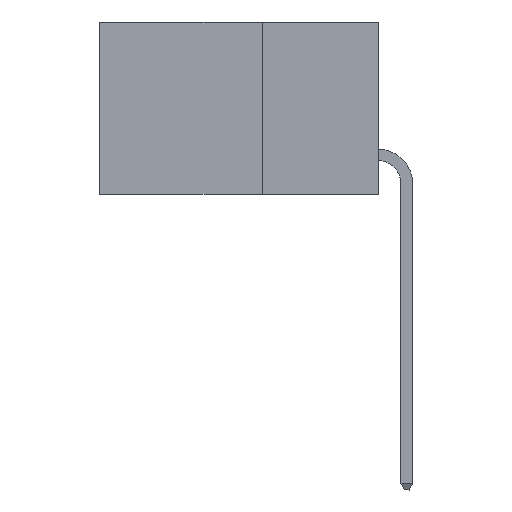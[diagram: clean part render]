
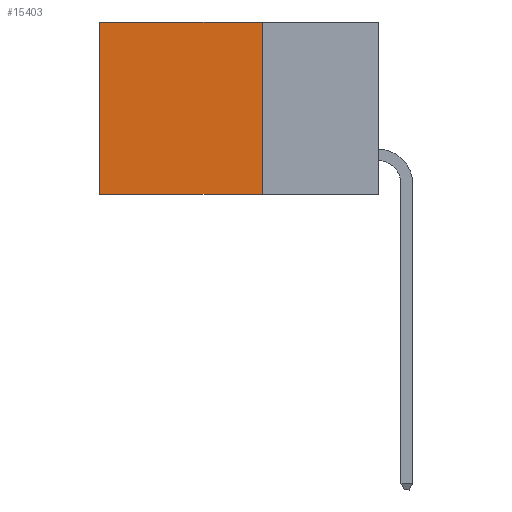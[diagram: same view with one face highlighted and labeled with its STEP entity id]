
A CAD part, left-side view. The second image highlights one B-rep face of the part: STEP entity #15403.
In plain terms, the highlighted planar face has unit normal (-1, 0, 0).
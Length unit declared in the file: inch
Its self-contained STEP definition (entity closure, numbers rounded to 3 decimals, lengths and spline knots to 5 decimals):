
#646 = EDGE_CURVE ( 'NONE', #11583, #9420, #3164, .T. ) ;
#1011 = VERTEX_POINT ( 'NONE', #2602 ) ;
#1879 = PLANE ( 'NONE',  #14956 ) ;
#2089 = ORIENTED_EDGE ( 'NONE', *, *, #8806, .F. ) ;
#2163 = FACE_OUTER_BOUND ( 'NONE', #6848, .T. ) ;
#2197 = DIRECTION ( 'NONE',  ( 0., 0., -1. ) ) ;
#2580 = VECTOR ( 'NONE', #6765, 39.37008 ) ;
#2602 = CARTESIAN_POINT ( 'NONE',  ( 0.2615, 0.25, -0.37 ) ) ;
#3164 = LINE ( 'NONE', #4776, #16653 ) ;
#3462 = EDGE_CURVE ( 'NONE', #9420, #10447, #15902, .T. ) ;
#3567 = CARTESIAN_POINT ( 'NONE',  ( 0.2615, 0.6, -0.37 ) ) ;
#3736 = CARTESIAN_POINT ( 'NONE',  ( 0.2615, 0.25, -0.37 ) ) ;
#4776 = CARTESIAN_POINT ( 'NONE',  ( 0.2615, 0.25, 0. ) ) ;
#5748 = CARTESIAN_POINT ( 'NONE',  ( 0.2615, 0.25, -0.37 ) ) ;
#6012 = DIRECTION ( 'NONE',  ( 0., 1., 0. ) ) ;
#6713 = ORIENTED_EDGE ( 'NONE', *, *, #646, .T. ) ;
#6765 = DIRECTION ( 'NONE',  ( 0., 0., -1. ) ) ;
#6848 = EDGE_LOOP ( 'NONE', ( #9350, #10657, #2089, #6713 ) ) ;
#8411 = CARTESIAN_POINT ( 'NONE',  ( 0.2615, 0.25, 0. ) ) ;
#8636 = CARTESIAN_POINT ( 'NONE',  ( 0.2615, 0.25, -0.37 ) ) ;
#8660 = CARTESIAN_POINT ( 'NONE',  ( 0.2615, 0.6, 0. ) ) ;
#8806 = EDGE_CURVE ( 'NONE', #11583, #1011, #13381, .T. ) ;
#9211 = CARTESIAN_POINT ( 'NONE',  ( 0.2615, 0.6, -0.37 ) ) ;
#9350 = ORIENTED_EDGE ( 'NONE', *, *, #3462, .T. ) ;
#9420 = VERTEX_POINT ( 'NONE', #8660 ) ;
#9987 = DIRECTION ( 'NONE',  ( 1., 0., 0. ) ) ;
#10447 = VERTEX_POINT ( 'NONE', #9211 ) ;
#10657 = ORIENTED_EDGE ( 'NONE', *, *, #13514, .F. ) ;
#11583 = VERTEX_POINT ( 'NONE', #8411 ) ;
#12166 = VECTOR ( 'NONE', #2197, 39.37008 ) ;
#13381 = LINE ( 'NONE', #3736, #2580 ) ;
#13514 = EDGE_CURVE ( 'NONE', #1011, #10447, #14047, .T. ) ;
#14047 = LINE ( 'NONE', #5748, #14472 ) ;
#14472 = VECTOR ( 'NONE', #15217, 39.37008 ) ;
#14956 = AXIS2_PLACEMENT_3D ( 'NONE', #8636, #9987, #15489 ) ;
#15217 = DIRECTION ( 'NONE',  ( 0., 1., 0. ) ) ;
#15403 = ADVANCED_FACE ( 'NONE', ( #2163 ), #1879, .F. ) ;
#15489 = DIRECTION ( 'NONE',  ( 0., 0., -1. ) ) ;
#15902 = LINE ( 'NONE', #3567, #12166 ) ;
#16653 = VECTOR ( 'NONE', #6012, 39.37008 ) ;
